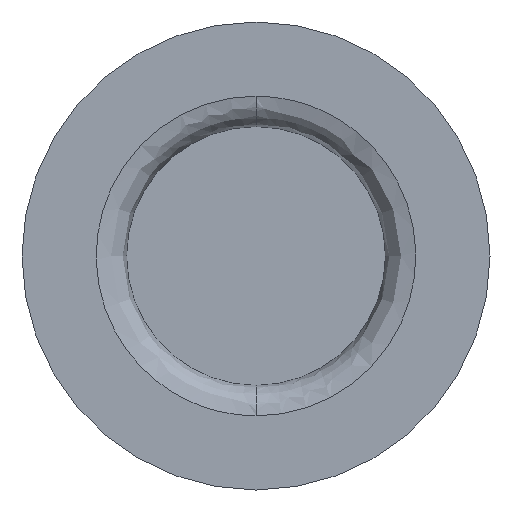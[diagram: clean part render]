
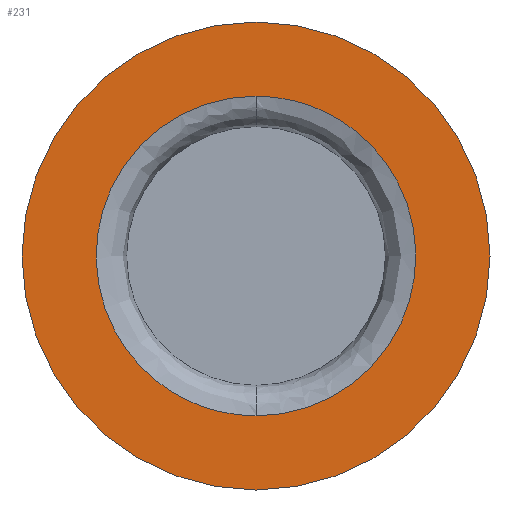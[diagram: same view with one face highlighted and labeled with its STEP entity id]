
A CAD part, front view. The second image highlights one B-rep face of the part: STEP entity #231.
In plain terms, the highlighted planar face has unit normal (0, -1, 0).
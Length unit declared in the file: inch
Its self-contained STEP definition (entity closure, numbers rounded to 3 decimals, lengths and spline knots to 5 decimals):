
#106 = DIRECTION ( 'NONE',  ( 1., 0., 0. ) ) ;
#108 = DIRECTION ( 'NONE',  ( 0., 1., 0. ) ) ;
#110 = CARTESIAN_POINT ( 'NONE',  ( 0., 0., 0. ) ) ;
#126 = CARTESIAN_POINT ( 'NONE',  ( 0., 0., 0.21 ) ) ;
#128 = CARTESIAN_POINT ( 'NONE',  ( 0., 0., 0.21 ) ) ;
#129 = CARTESIAN_POINT ( 'NONE',  ( 0.42, 0., 0.21 ) ) ;
#139 = CARTESIAN_POINT ( 'NONE',  ( 0.42, 0., -0.21 ) ) ;
#152 = CARTESIAN_POINT ( 'NONE',  ( 0., 0., -0.21 ) ) ;
#163 = CARTESIAN_POINT ( 'NONE',  ( 0., 0., -0.21 ) ) ;
#186 = CARTESIAN_POINT ( 'NONE',  ( -0.3075, 0., 0. ) ) ;
#190 = CARTESIAN_POINT ( 'NONE',  ( 0.3075, 0., 0. ) ) ;
#231 = ADVANCED_FACE ( 'NONE', ( #534, #545 ), #325, .F. ) ;
#250 = AXIS2_PLACEMENT_3D ( 'NONE', #110, #108, #106 ) ;
#258 = AXIS2_PLACEMENT_3D ( 'NONE', #375, #376, #328 ) ;
#274 = AXIS2_PLACEMENT_3D ( 'NONE', #365, #323, #368 ) ;
#284 = EDGE_CURVE ( 'NONE', #556, #558, #321, .T. ) ;
#286 = EDGE_CURVE ( 'NONE', #586, #584, #721, .T. ) ;
#316 =( BOUNDED_CURVE ( )  B_SPLINE_CURVE ( 3, ( #152, #139, #129, #126 ),
 .UNSPECIFIED., .F., .F. ) 
 B_SPLINE_CURVE_WITH_KNOTS ( ( 4, 4 ),
 ( 0., 1. ),
 .UNSPECIFIED. ) 
 CURVE ( )  GEOMETRIC_REPRESENTATION_ITEM ( )  RATIONAL_B_SPLINE_CURVE ( ( 1., 0.333, 0.333, 1. ) ) 
 REPRESENTATION_ITEM ( '' )  );
#321 =( BOUNDED_CURVE ( )  B_SPLINE_CURVE ( 3, ( #358, #395, #401, #371 ),
 .UNSPECIFIED., .F., .T. ) 
 B_SPLINE_CURVE_WITH_KNOTS ( ( 4, 4 ),
 ( 0., 1. ),
 .UNSPECIFIED. ) 
 CURVE ( )  GEOMETRIC_REPRESENTATION_ITEM ( )  RATIONAL_B_SPLINE_CURVE ( ( 1., 0.333, 0.333, 1. ) ) 
 REPRESENTATION_ITEM ( '' )  );
#323 = DIRECTION ( 'NONE',  ( 0., 1., 0. ) ) ;
#325 = PLANE ( 'NONE',  #274 ) ;
#328 = DIRECTION ( 'NONE',  ( 1., 0., 0. ) ) ;
#358 = CARTESIAN_POINT ( 'NONE',  ( 0., 0., 0.21 ) ) ;
#365 = CARTESIAN_POINT ( 'NONE',  ( -0.3075, 0., 0. ) ) ;
#368 = DIRECTION ( 'NONE',  ( -1., 0., 0. ) ) ;
#371 = CARTESIAN_POINT ( 'NONE',  ( 0., 0., -0.21 ) ) ;
#375 = CARTESIAN_POINT ( 'NONE',  ( 0., 0., 0. ) ) ;
#376 = DIRECTION ( 'NONE',  ( 0., 1., 0. ) ) ;
#395 = CARTESIAN_POINT ( 'NONE',  ( -0.42, 0., 0.21 ) ) ;
#401 = CARTESIAN_POINT ( 'NONE',  ( -0.42, 0., -0.21 ) ) ;
#534 = FACE_OUTER_BOUND ( 'NONE', #597, .T. ) ;
#545 = FACE_BOUND ( 'NONE', #591, .T. ) ;
#556 = VERTEX_POINT ( 'NONE', #128 ) ;
#558 = VERTEX_POINT ( 'NONE', #163 ) ;
#562 = ORIENTED_EDGE ( 'NONE', *, *, #286, .F. ) ;
#564 = ORIENTED_EDGE ( 'NONE', *, *, #284, .F. ) ;
#565 = ORIENTED_EDGE ( 'NONE', *, *, #678, .F. ) ;
#567 = ORIENTED_EDGE ( 'NONE', *, *, #677, .F. ) ;
#584 = VERTEX_POINT ( 'NONE', #190 ) ;
#586 = VERTEX_POINT ( 'NONE', #186 ) ;
#591 = EDGE_LOOP ( 'NONE', ( #564, #567 ) ) ;
#597 = EDGE_LOOP ( 'NONE', ( #565, #562 ) ) ;
#677 = EDGE_CURVE ( 'NONE', #558, #556, #316, .T. ) ;
#678 = EDGE_CURVE ( 'NONE', #584, #586, #732, .T. ) ;
#721 = CIRCLE ( 'NONE', #258, 0.3075 ) ;
#732 = CIRCLE ( 'NONE', #250, 0.3075 ) ;
